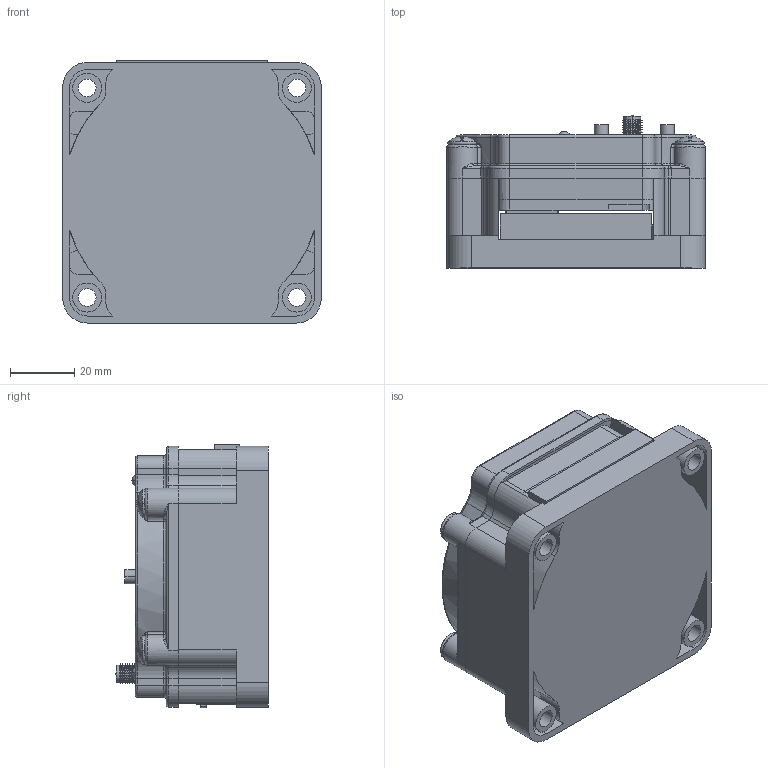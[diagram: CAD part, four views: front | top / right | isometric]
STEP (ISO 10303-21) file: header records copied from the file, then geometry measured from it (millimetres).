
FILE_DESCRIPTION((''),'2;1');
FILE_NAME('188766_ASM','2016-01-28T',('pdmadmin'),(''),'PRO/ENGINEER BY PARAMETRIC TECHNOLOGY CORPORATION, 2013230','PRO/ENGINEER BY PARAMETRIC TECHNOLOGY CORPORATION, 2013230','');
FILE_SCHEMA(('CONFIG_CONTROL_DESIGN'));
Products named in the file (557): 138502_AF0; 164026A_AF1; 0603_AF10; 0402_AF116; 0402C_AF34; 0805_AF12; SOCSMDMICROSD_AF0; SO8D_AF0; 0402_AF117; 0402_AF118; LEDRA12_AF0; WIRE26_AF0; 0603C_AF16; 0402_AF119; BATCOIN2_AF0; 0402_AF120; 0402_AF121; 0603C_AF17; 0603C_AF18; SMXTLC_AF2; 0603_AF11; 0603C_AF19; 0402_AF122; 0603_AF12; 0402_AF123; 0603C_AF20; 1808C_AF0; 0805C_AF14; 0402_AF124; SMCON20B_AF0; 0402C_AF35; 0603_AF13; 0603C_AF21; MELF_AF2; 0603_AF14; 0603C_AF22; 0805C_AF15; 0402C_AF36; 0402_AF125; 0402C_AF37 ...
Assembly tree (558 placements, depth 5):
  188766_ASM
    138502_AF0
    164026A_AF0_ASM
      164026A_AF1
      0603_AF10
      0402_AF116
      0402C_AF34
      0805_AF12
      SOCSMDMICROSD_AF0
      SO8D_AF0
      0402_AF117
      0402_AF118
      LEDRA12_AF0
      WIRE26_AF0
      0603C_AF16
      0402_AF119
      BATCOIN2_AF0
      0402_AF120
      0402_AF121
      0603C_AF17
      0603C_AF18
      SMXTLC_AF2
      0603_AF11
      0603C_AF19
      0402_AF122
      0603_AF12
      0402_AF123
      0603C_AF20
      1808C_AF0
      0805C_AF14
      0402_AF124
      SMCON20B_AF0
      0402C_AF35
      0603_AF13
      0603C_AF21
      MELF_AF2
      0603_AF14
      0603C_AF22
      0805C_AF15
      0402C_AF36
      0402_AF125
      0402C_AF37
      TDFN_EP10P_AF1
      0402_AF126
      0603C_AF23
      0402_AF127
      SOT23_AF13
      SOT25_AF1
      0603C_AF24
      0402_AF128
      1210C1_AF0
      0402_AF129
      0603C_AF25
      0805_AF13
      0603C_AF26
      0603C_AF27
      0402_AF130
      0402_AF131
      0805C_AF16
      0603_AF15
Bounding box: 80.14 x 47.4 x 81.76 mm (x, y, z)
Volume: 69177 mm3; surface area: 70927.3 mm2
Topology: 113 solids, 123 shells, 2390 faces, 6037 edges, 3857 vertices
Faces by surface type: plane 1044, cylinder 739, bspline 214, torus 185, cone 152, sphere 52, revolution 4
Entity records: 94024 total; most frequent: CARTESIAN_POINT 30874, DIRECTION 13203, ORIENTED_EDGE 10126, AXIS2_PLACEMENT_3D 5246, EDGE_CURVE 5159, VERTEX_POINT 3303, VECTOR 2707, LINE 2707
